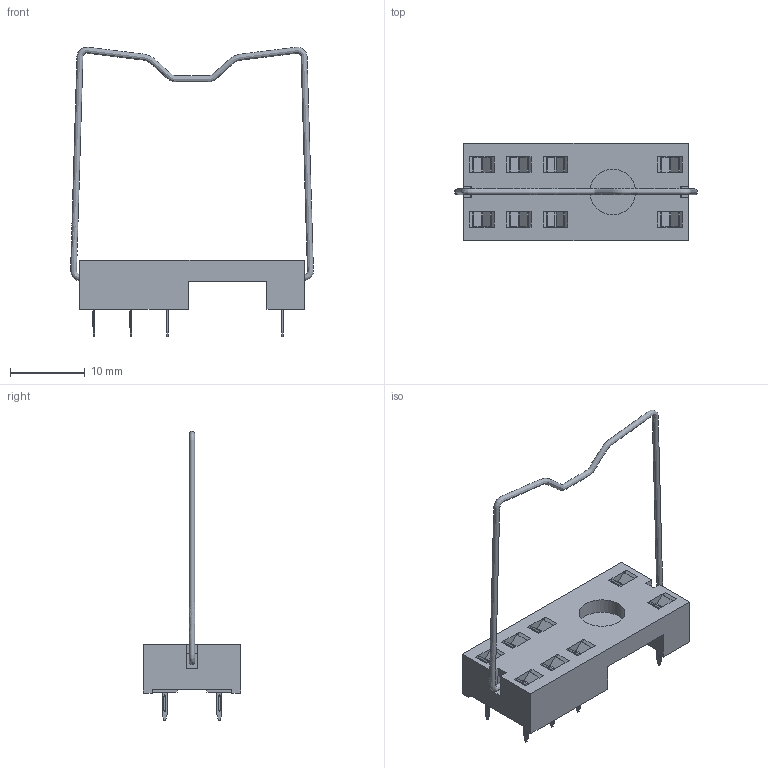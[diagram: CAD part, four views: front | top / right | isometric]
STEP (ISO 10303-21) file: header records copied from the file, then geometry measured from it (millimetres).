
FILE_DESCRIPTION( ( 'STEP AP214' ), '1' );
FILE_NAME( 'MKR010-08-1-20230316.stp', '2023-03-17T07:31:10', ( ' ' ), ( ' ' ), 'XStep 1.0', ' ', ' ' );
FILE_SCHEMA( ( 'CONFIG_CONTROL_DESIGN) ( )' ) );
Length unit declared in the file: metre
Products named in the file (1): 1
Bounding box: 32.38 x 13 x 38.62 mm (x, y, z)
Volume: 1552 mm3; surface area: 2435.2 mm2
Topology: 1 solids, 1 shells, 425 faces, 1092 edges, 728 vertices
Faces by surface type: plane 353, cylinder 39, bspline 17, torus 16
Full cylindrical faces by diameter (mm): 6.1 x1
Entity records: 18355 total; most frequent: CARTESIAN_POINT 6166, ORIENTED_EDGE 2180, DIRECTION 2002, EDGE_CURVE 1090, LINE 962, VECTOR 962, VERTEX_POINT 728, AXIS2_PLACEMENT_3D 520
